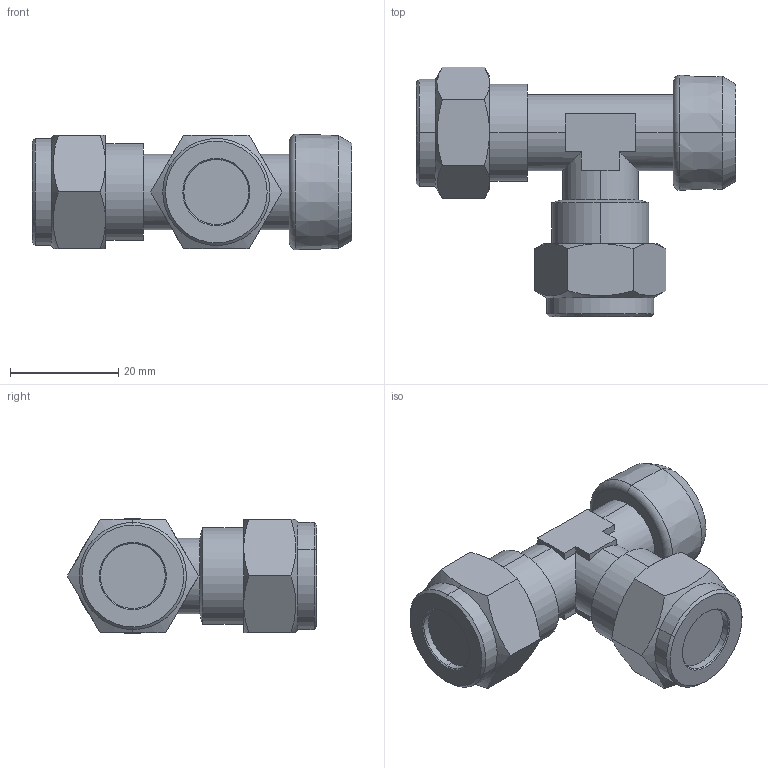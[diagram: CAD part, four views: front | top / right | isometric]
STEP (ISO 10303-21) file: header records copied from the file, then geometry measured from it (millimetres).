
FILE_DESCRIPTION (( 'STEP AP214' ), '1' );
FILE_NAME ('1023000010.step', '2013-02-25T17:12:35', ( '' ), ( '' ), 'SwSTEP 2.0', 'SolidWorks 2012', '' );
FILE_SCHEMA (( 'AUTOMOTIVE_DESIGN' ));
Length unit declared in the file: millimetre
Products named in the file (1): 1023000010
Bounding box: 59 x 46.12 x 21.37 mm (x, y, z)
Volume: 22130.6 mm3; surface area: 6721.9 mm2
Topology: 1 solids, 3 shells, 103 faces, 232 edges, 142 vertices
Faces by surface type: plane 40, cone 37, cylinder 24, torus 2
Entity records: 3108 total; most frequent: CARTESIAN_POINT 806, DIRECTION 478, ORIENTED_EDGE 464, EDGE_CURVE 232, AXIS2_PLACEMENT_3D 190, VERTEX_POINT 142, EDGE_LOOP 110, FACE_OUTER_BOUND 103
